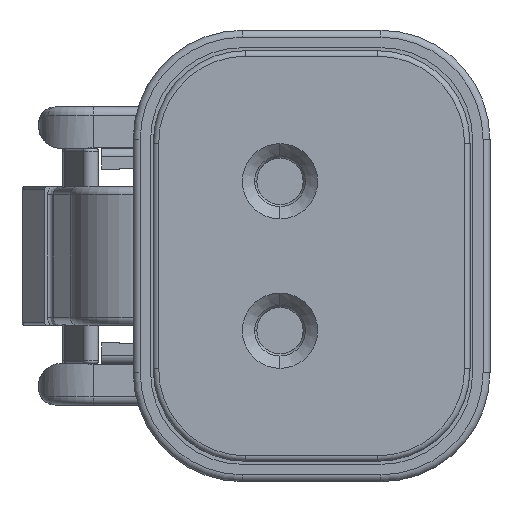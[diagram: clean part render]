
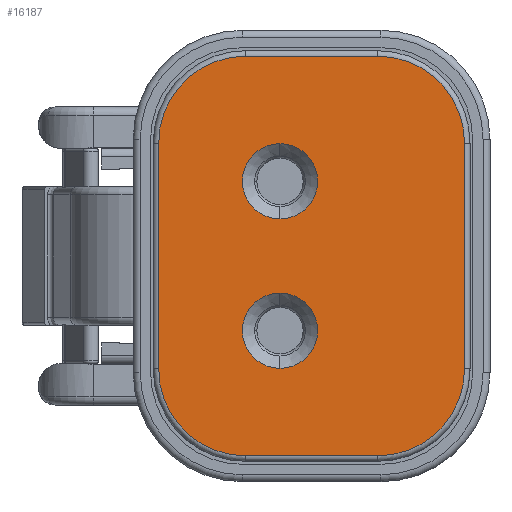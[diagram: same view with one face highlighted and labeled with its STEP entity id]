
A CAD part, left-side view. The second image highlights one B-rep face of the part: STEP entity #16187.
In plain terms, the highlighted planar face has unit normal (-1, 0, 0).
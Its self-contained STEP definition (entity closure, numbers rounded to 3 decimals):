
#3495=CARTESIAN_POINT('',(-1.27,2.414,-4.128));
#3496=DIRECTION('',(1.,0.,0.));
#3497=DIRECTION('',(0.,0.,-1.));
#3498=AXIS2_PLACEMENT_3D('',#3495,#3496,#3497);
#3500=CARTESIAN_POINT('',(-1.27,2.414,4.128));
#3501=DIRECTION('',(1.,0.,0.));
#3502=DIRECTION('',(0.,1.,0.));
#3503=AXIS2_PLACEMENT_3D('',#3500,#3501,#3502);
#3505=CARTESIAN_POINT('',(-1.27,-2.414,4.128));
#3506=DIRECTION('',(1.,0.,0.));
#3507=DIRECTION('',(0.,0.,1.));
#3508=AXIS2_PLACEMENT_3D('',#3505,#3506,#3507);
#3510=CARTESIAN_POINT('',(-1.27,-2.414,-4.128));
#3511=DIRECTION('',(1.,0.,0.));
#3512=DIRECTION('',(0.,-1.,0.));
#3513=AXIS2_PLACEMENT_3D('',#3510,#3511,#3512);
#3515=DIRECTION('',(0.,-1.,0.));
#3516=VECTOR('',#3515,4.827);
#3517=CARTESIAN_POINT('',(-1.27,2.414,-7.306));
#3518=LINE('',#3517,#3516);
#3538=DIRECTION('',(0.,0.,1.));
#3539=VECTOR('',#3538,8.255);
#3540=CARTESIAN_POINT('',(-1.27,-5.592,-4.128));
#3541=LINE('',#3540,#3539);
#3561=DIRECTION('',(0.,1.,0.));
#3562=VECTOR('',#3561,4.827);
#3563=CARTESIAN_POINT('',(-1.27,-2.414,7.306));
#3564=LINE('',#3563,#3562);
#3584=DIRECTION('',(0.,0.,-1.));
#3585=VECTOR('',#3584,8.255);
#3586=CARTESIAN_POINT('',(-1.27,5.592,4.128));
#3587=LINE('',#3586,#3585);
#3661=CARTESIAN_POINT('',(-1.27,1.156,-2.731));
#3662=DIRECTION('',(1.,0.,0.));
#3663=DIRECTION('',(0.,0.,-1.));
#3664=AXIS2_PLACEMENT_3D('',#3661,#3662,#3663);
#3670=CARTESIAN_POINT('',(-1.27,1.156,-2.731));
#3671=DIRECTION('',(1.,0.,0.));
#3672=DIRECTION('',(0.,0.,1.));
#3673=AXIS2_PLACEMENT_3D('',#3670,#3671,#3672);
#4975=CARTESIAN_POINT('',(-1.27,1.156,2.731));
#4976=DIRECTION('',(1.,0.,0.));
#4977=DIRECTION('',(0.,0.,1.));
#4978=AXIS2_PLACEMENT_3D('',#4975,#4976,#4977);
#4984=CARTESIAN_POINT('',(-1.27,1.156,2.731));
#4985=DIRECTION('',(1.,0.,0.));
#4986=DIRECTION('',(0.,0.,-1.));
#4987=AXIS2_PLACEMENT_3D('',#4984,#4985,#4986);
#7425=CARTESIAN_POINT('',(-1.27,2.414,-7.306));
#7426=CARTESIAN_POINT('',(-1.27,-2.414,-7.306));
#7427=VERTEX_POINT('',#7425);
#7428=VERTEX_POINT('',#7426);
#7429=CARTESIAN_POINT('',(-1.27,5.592,-4.128));
#7430=VERTEX_POINT('',#7429);
#7431=CARTESIAN_POINT('',(-1.27,5.592,4.128));
#7432=VERTEX_POINT('',#7431);
#7433=CARTESIAN_POINT('',(-1.27,2.414,7.306));
#7434=VERTEX_POINT('',#7433);
#7435=CARTESIAN_POINT('',(-1.27,-2.414,7.306));
#7436=VERTEX_POINT('',#7435);
#7437=CARTESIAN_POINT('',(-1.27,-5.592,4.128));
#7438=VERTEX_POINT('',#7437);
#7439=CARTESIAN_POINT('',(-1.27,-5.592,-4.128));
#7440=VERTEX_POINT('',#7439);
#7518=CARTESIAN_POINT('',(-1.27,1.156,-4.108));
#7519=VERTEX_POINT('',#7518);
#7520=CARTESIAN_POINT('',(-1.27,1.156,-1.354));
#7521=VERTEX_POINT('',#7520);
#7526=CARTESIAN_POINT('',(-1.27,1.156,1.354));
#7527=VERTEX_POINT('',#7526);
#7528=CARTESIAN_POINT('',(-1.27,1.156,4.108));
#7529=VERTEX_POINT('',#7528);
#16153=CARTESIAN_POINT('',(-1.27,0.,0.));
#16154=DIRECTION('',(-1.,0.,0.));
#16155=DIRECTION('',(0.,0.,1.));
#16156=AXIS2_PLACEMENT_3D('',#16153,#16154,#16155);
#16157=PLANE('',#16156);
#16159=ORIENTED_EDGE('',*,*,#16158,.F.);
#16160=ORIENTED_EDGE('',*,*,#16136,.T.);
#16162=ORIENTED_EDGE('',*,*,#16161,.F.);
#16164=ORIENTED_EDGE('',*,*,#16163,.T.);
#16166=ORIENTED_EDGE('',*,*,#16165,.F.);
#16168=ORIENTED_EDGE('',*,*,#16167,.T.);
#16170=ORIENTED_EDGE('',*,*,#16169,.F.);
#16172=ORIENTED_EDGE('',*,*,#16171,.T.);
#16173=EDGE_LOOP('',(#16159,#16160,#16162,#16164,#16166,#16168,#16170,#16172));
#16174=FACE_OUTER_BOUND('',#16173,.F.);
#16176=ORIENTED_EDGE('',*,*,#16175,.F.);
#16178=ORIENTED_EDGE('',*,*,#16177,.F.);
#16179=EDGE_LOOP('',(#16176,#16178));
#16180=FACE_BOUND('',#16179,.F.);
#16182=ORIENTED_EDGE('',*,*,#16181,.F.);
#16184=ORIENTED_EDGE('',*,*,#16183,.F.);
#16185=EDGE_LOOP('',(#16182,#16184));
#16186=FACE_BOUND('',#16185,.F.);
#16187=ADVANCED_FACE('',(#16174,#16180,#16186),#16157,.T.);
#3499=CIRCLE('',#3498,3.178);
#3504=CIRCLE('',#3503,3.178);
#3509=CIRCLE('',#3508,3.178);
#3514=CIRCLE('',#3513,3.178);
#3665=CIRCLE('',#3664,1.377);
#3674=CIRCLE('',#3673,1.377);
#4979=CIRCLE('',#4978,1.377);
#4988=CIRCLE('',#4987,1.377);
#16136=EDGE_CURVE('',#7427,#7430,#3499,.T.);
#16158=EDGE_CURVE('',#7427,#7428,#3518,.T.);
#16161=EDGE_CURVE('',#7432,#7430,#3587,.T.);
#16163=EDGE_CURVE('',#7432,#7434,#3504,.T.);
#16165=EDGE_CURVE('',#7436,#7434,#3564,.T.);
#16167=EDGE_CURVE('',#7436,#7438,#3509,.T.);
#16169=EDGE_CURVE('',#7440,#7438,#3541,.T.);
#16171=EDGE_CURVE('',#7440,#7428,#3514,.T.);
#16175=EDGE_CURVE('',#7519,#7521,#3665,.T.);
#16177=EDGE_CURVE('',#7521,#7519,#3674,.T.);
#16181=EDGE_CURVE('',#7527,#7529,#4988,.T.);
#16183=EDGE_CURVE('',#7529,#7527,#4979,.T.);
